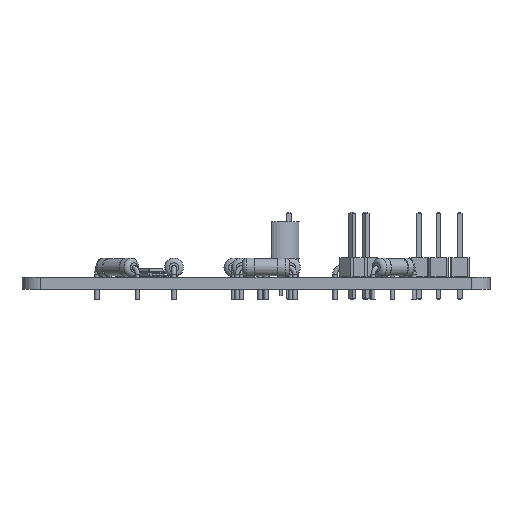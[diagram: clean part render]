
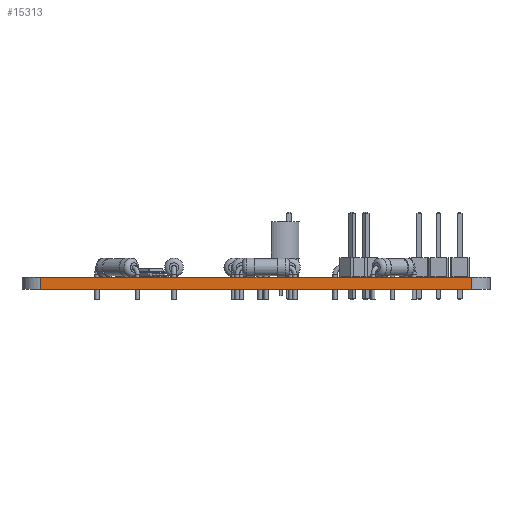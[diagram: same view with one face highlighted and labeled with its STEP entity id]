
A CAD part, left-side view. The second image highlights one B-rep face of the part: STEP entity #15313.
In plain terms, the highlighted planar face has unit normal (-1, 0, 0).
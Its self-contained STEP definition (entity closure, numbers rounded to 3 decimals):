
#13466 = VERTEX_POINT('',#13467);
#13467 = CARTESIAN_POINT('',(104.902,-41.806,0.));
#13474 = EDGE_CURVE('',#13475,#13466,#13477,.T.);
#13475 = VERTEX_POINT('',#13476);
#13476 = CARTESIAN_POINT('',(104.902,-98.806,0.));
#13477 = LINE('',#13478,#13479);
#13478 = CARTESIAN_POINT('',(104.902,-98.806,0.));
#13479 = VECTOR('',#13480,1.);
#13480 = DIRECTION('',(0.,1.,0.));
#14376 = VERTEX_POINT('',#14377);
#14377 = CARTESIAN_POINT('',(104.902,-41.806,1.6));
#14384 = EDGE_CURVE('',#14385,#14376,#14387,.T.);
#14385 = VERTEX_POINT('',#14386);
#14386 = CARTESIAN_POINT('',(104.902,-98.806,1.6));
#14387 = LINE('',#14388,#14389);
#14388 = CARTESIAN_POINT('',(104.902,-98.806,1.6));
#14389 = VECTOR('',#14390,1.);
#14390 = DIRECTION('',(0.,1.,0.));
#15283 = EDGE_CURVE('',#13466,#14376,#15284,.T.);
#15284 = LINE('',#15285,#15286);
#15285 = CARTESIAN_POINT('',(104.902,-41.806,0.));
#15286 = VECTOR('',#15287,1.);
#15287 = DIRECTION('',(0.,0.,1.));
#15313 = ADVANCED_FACE('',(#15314),#15325,.T.);
#15314 = FACE_BOUND('',#15315,.T.);
#15315 = EDGE_LOOP('',(#15316,#15322,#15323,#15324));
#15316 = ORIENTED_EDGE('',*,*,#15317,.T.);
#15317 = EDGE_CURVE('',#13475,#14385,#15318,.T.);
#15318 = LINE('',#15319,#15320);
#15319 = CARTESIAN_POINT('',(104.902,-98.806,0.));
#15320 = VECTOR('',#15321,1.);
#15321 = DIRECTION('',(0.,0.,1.));
#15322 = ORIENTED_EDGE('',*,*,#14384,.T.);
#15323 = ORIENTED_EDGE('',*,*,#15283,.F.);
#15324 = ORIENTED_EDGE('',*,*,#13474,.F.);
#15325 = PLANE('',#15326);
#15326 = AXIS2_PLACEMENT_3D('',#15327,#15328,#15329);
#15327 = CARTESIAN_POINT('',(104.902,-98.806,0.));
#15328 = DIRECTION('',(-1.,0.,0.));
#15329 = DIRECTION('',(0.,1.,0.));
